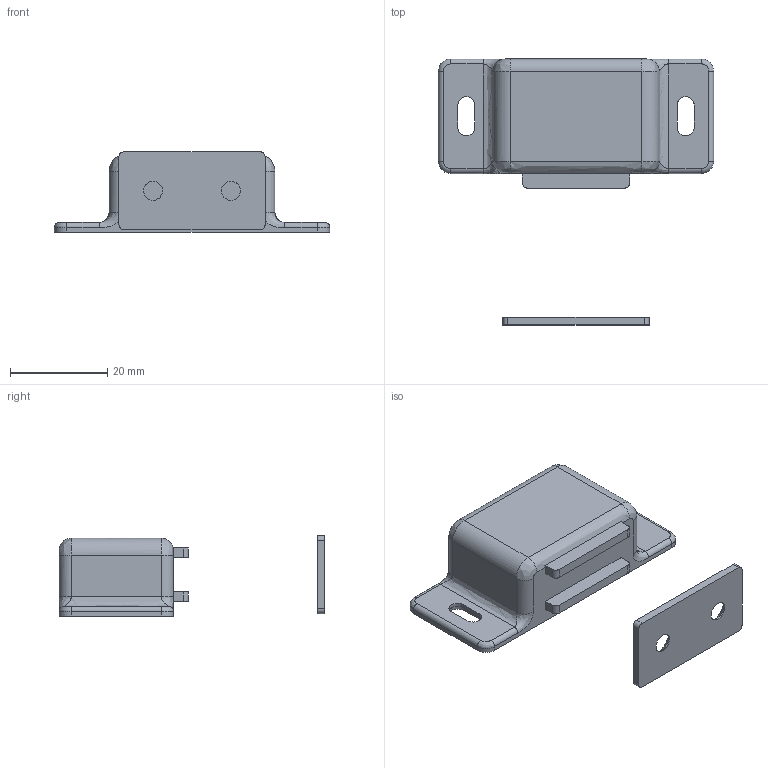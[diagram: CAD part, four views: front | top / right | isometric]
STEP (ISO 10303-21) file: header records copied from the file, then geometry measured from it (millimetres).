
FILE_DESCRIPTION((''),'2;1');
FILE_NAME('','2005-07-15T16:04:31',(''),(''),'','CADfix','');
FILE_SCHEMA(('AUTOMOTIVE_DESIGN'));
Length unit declared in the file: millimetre
Products named in the file (5): attachment; keeper; housing; base; TL_273_2_3301_36
Assembly tree (5 placements, depth 2):
  TL_273_2_3301_36
    attachment  x2
    keeper
    housing
    base
Bounding box: 56.5 x 54.6 x 16.5 mm (x, y, z)
Volume: 5792.7 mm3; surface area: 11437.3 mm2
Topology: 5 solids, 5 shells, 175 faces, 461 edges, 295 vertices
Faces by surface type: bspline 175
Entity records: 5791 total; most frequent: CARTESIAN_POINT 3247, ORIENTED_EDGE 850, EDGE_CURVE 425, VERTEX_POINT 271, QUASI_UNIFORM_CURVE 242, EDGE_LOOP 176, FACE_OUTER_BOUND 161, ADVANCED_FACE 161
